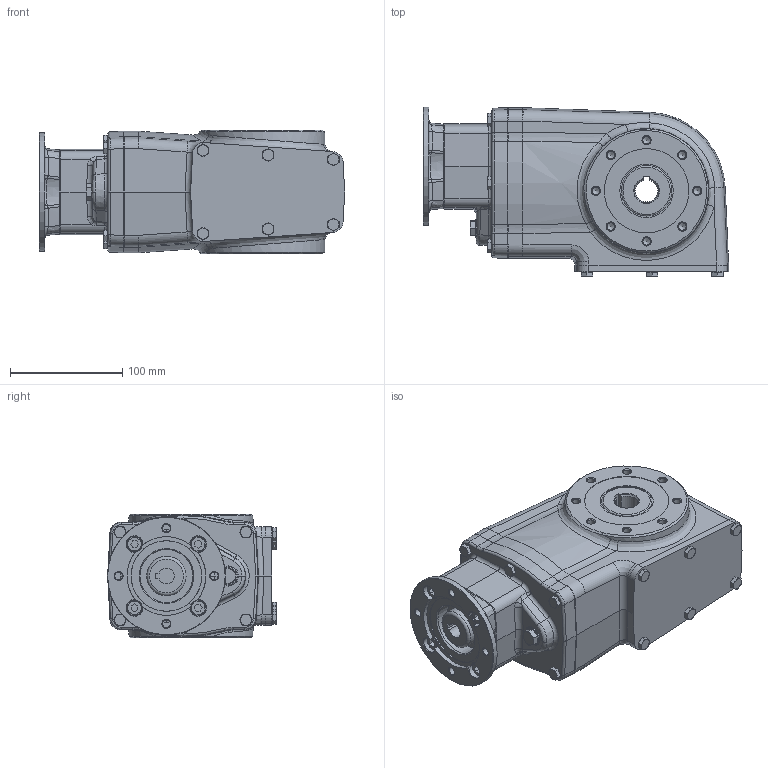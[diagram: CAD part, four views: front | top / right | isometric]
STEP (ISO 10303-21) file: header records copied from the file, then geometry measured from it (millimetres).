
FILE_DESCRIPTION( ( 'Unknown' ), '1' );
FILE_NAME( '4AA991DD113BAB33A15019F35B5327.3d.stp', 'Unknown', ( 'Unknown' ), ( 'Unknown' ), 'PSStep 10.1', 'Unknown', ' ' );
FILE_SCHEMA( ( 'AUTOMOTIVE_DESIGN { 1 0 10303 214 1 1 1 1 }' ) );
Length unit declared in the file: millimetre
Products named in the file (1): X42N
Bounding box: 271.5 x 150.5 x 110 mm (x, y, z)
Volume: 2959664.8 mm3; surface area: 165995.7 mm2
Topology: 1 solids, 5 shells, 684 faces, 1621 edges, 994 vertices
Faces by surface type: plane 240, cylinder 157, cone 153, bspline 84, torus 46, extrusion 4
Full cylindrical faces by diameter (mm): 6.647 x32, 7 x4, 8 x4, 8.9 x12, 9 x4, 13 x4, 14 x4, 16.662 x1, 18 x1, 35 x1, 47 x1, 47.5 x2, 75 x2, 105 x1
Entity records: 30592 total; most frequent: CARTESIAN_POINT 11098, ORIENTED_EDGE 2796, DIRECTION 2743, EDGE_CURVE 1398, AXIS2_PLACEMENT_3D 1121, VERTEX_POINT 939, EDGE_LOOP 901, FACE_OUTER_BOUND 792
